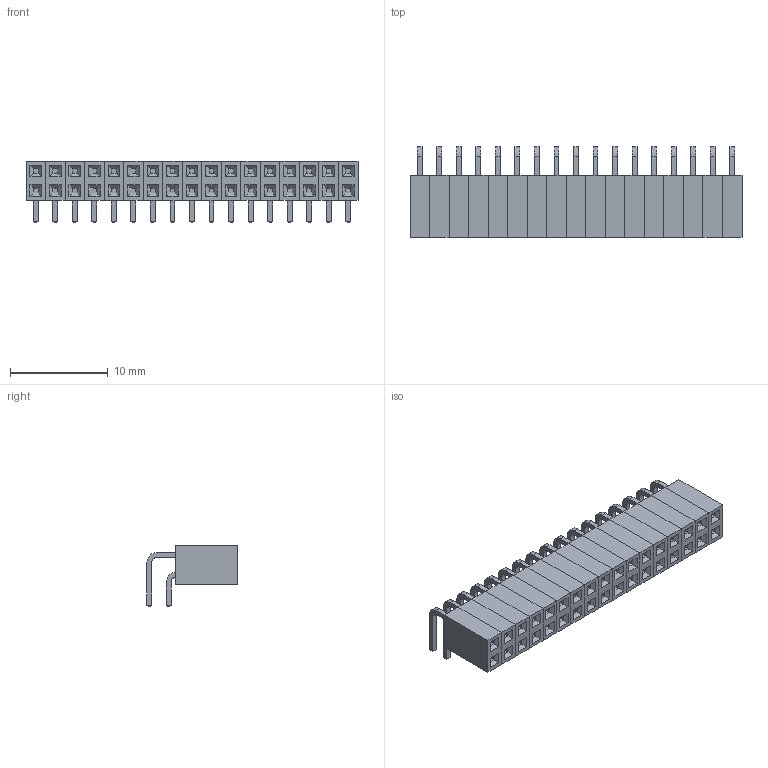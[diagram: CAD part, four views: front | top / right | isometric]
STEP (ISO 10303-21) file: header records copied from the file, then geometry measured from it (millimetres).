
FILE_DESCRIPTION(('FreeCAD Model'),'2;1');
FILE_NAME('Socket_34pin.step','2017-06-12T11:19:06',('Author'),(''), 'Open CASCADE STEP processor 6.8','FreeCAD','Unknown');
FILE_SCHEMA(('AUTOMOTIVE_DESIGN_CC2 { 1 2 10303 214 -1 1 5 4 }'));
Length unit declared in the file: millimetre
Products named in the file (4): ASSEMBLY; Array; Array001; Array002
Assembly tree (3 placements, depth 2):
  ASSEMBLY
    Array
    Array001
    Array002
Bounding box: 34 x 9.24 x 6.29 mm (x, y, z)
Volume: 898.3 mm3; surface area: 2747.7 mm2
Topology: 51 solids, 51 shells, 850 faces, 1972 edges, 1224 vertices
Faces by surface type: plane 782, cylinder 68
Entity records: 49528 total; most frequent: CARTESIAN_POINT 8674, DIRECTION 7420, LINE 5372, VECTOR 5372, ORIENTED_EDGE 3944, PCURVE 3944, DEFINITIONAL_REPRESENTATION 3944, EDGE_CURVE 1972
